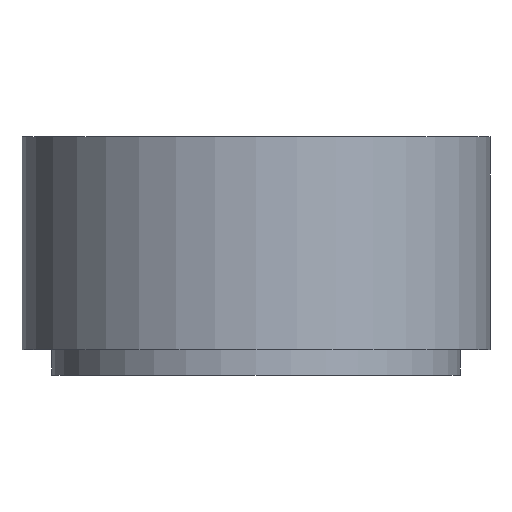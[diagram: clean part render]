
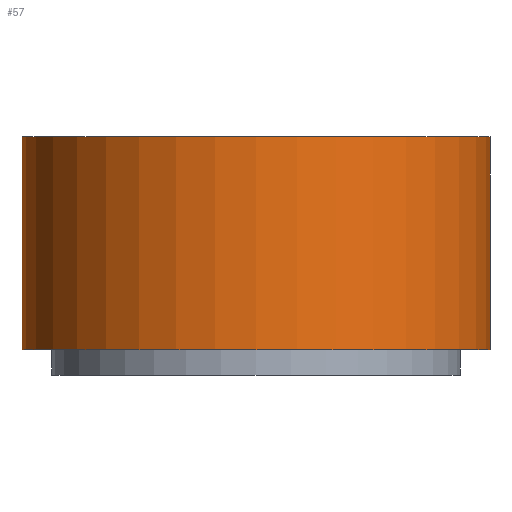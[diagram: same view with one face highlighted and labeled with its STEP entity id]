
A CAD part, front view. The second image highlights one B-rep face of the part: STEP entity #57.
In plain terms, the highlighted cylindrical face has radius 27.5 mm (diameter 55 mm), a partial arc.
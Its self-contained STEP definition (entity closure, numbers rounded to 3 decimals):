
#3 = VERTEX_POINT ( 'NONE', #299 ) ;
#8 = EDGE_CURVE ( 'NONE', #39, #267, #190, .T. ) ;
#24 = DIRECTION ( 'NONE',  ( 0., 0., -1. ) ) ;
#25 = DIRECTION ( 'NONE',  ( 1., 0., 0. ) ) ;
#39 = VERTEX_POINT ( 'NONE', #209 ) ;
#43 = AXIS2_PLACEMENT_3D ( 'NONE', #98, #24, #148 ) ;
#57 = ADVANCED_FACE ( 'NONE', ( #69 ), #146, .T. ) ;
#62 = ORIENTED_EDGE ( 'NONE', *, *, #125, .T. ) ;
#64 = DIRECTION ( 'NONE',  ( 0., 0., 1. ) ) ;
#69 = FACE_OUTER_BOUND ( 'NONE', #202, .T. ) ;
#71 = CIRCLE ( 'NONE', #260, 27.5 ) ;
#80 = LINE ( 'NONE', #261, #281 ) ;
#91 = ORIENTED_EDGE ( 'NONE', *, *, #8, .F. ) ;
#98 = CARTESIAN_POINT ( 'NONE',  ( 0., 0., 25. ) ) ;
#121 = LINE ( 'NONE', #124, #180 ) ;
#124 = CARTESIAN_POINT ( 'NONE',  ( -27.5, 0., 25. ) ) ;
#125 = EDGE_CURVE ( 'NONE', #3, #226, #71, .T. ) ;
#146 = CYLINDRICAL_SURFACE ( 'NONE', #43, 27.5 ) ;
#148 = DIRECTION ( 'NONE',  ( -1., 0., 0. ) ) ;
#159 = EDGE_CURVE ( 'NONE', #39, #3, #121, .T. ) ;
#170 = DIRECTION ( 'NONE',  ( 1., 0., 0. ) ) ;
#179 = AXIS2_PLACEMENT_3D ( 'NONE', #228, #64, #170 ) ;
#180 = VECTOR ( 'NONE', #232, 1000. ) ;
#185 = DIRECTION ( 'NONE',  ( 0., 0., -1. ) ) ;
#190 = CIRCLE ( 'NONE', #179, 27.5 ) ;
#194 = ORIENTED_EDGE ( 'NONE', *, *, #262, .F. ) ;
#202 = EDGE_LOOP ( 'NONE', ( #194, #91, #248, #62 ) ) ;
#209 = CARTESIAN_POINT ( 'NONE',  ( -27.5, 0., 25. ) ) ;
#210 = DIRECTION ( 'NONE',  ( 0., 0., 1. ) ) ;
#212 = CARTESIAN_POINT ( 'NONE',  ( 27.5, 0., 0. ) ) ;
#226 = VERTEX_POINT ( 'NONE', #212 ) ;
#228 = CARTESIAN_POINT ( 'NONE',  ( 0., 0., 25. ) ) ;
#232 = DIRECTION ( 'NONE',  ( 0., 0., -1. ) ) ;
#248 = ORIENTED_EDGE ( 'NONE', *, *, #159, .T. ) ;
#260 = AXIS2_PLACEMENT_3D ( 'NONE', #276, #210, #25 ) ;
#261 = CARTESIAN_POINT ( 'NONE',  ( 27.5, 0., 25. ) ) ;
#262 = EDGE_CURVE ( 'NONE', #267, #226, #80, .T. ) ;
#267 = VERTEX_POINT ( 'NONE', #312 ) ;
#276 = CARTESIAN_POINT ( 'NONE',  ( 0., 0., 0. ) ) ;
#281 = VECTOR ( 'NONE', #185, 1000. ) ;
#299 = CARTESIAN_POINT ( 'NONE',  ( -27.5, 0., 0. ) ) ;
#312 = CARTESIAN_POINT ( 'NONE',  ( 27.5, 0., 25. ) ) ;
